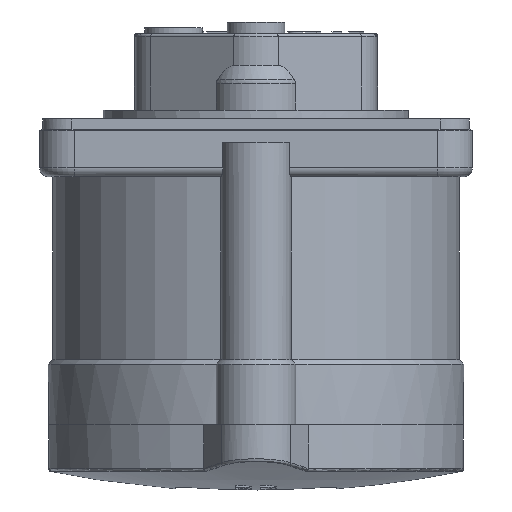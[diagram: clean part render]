
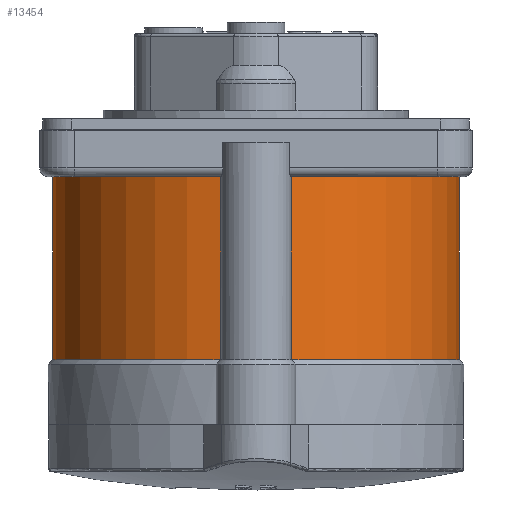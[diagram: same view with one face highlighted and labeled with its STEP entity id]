
A CAD part, front view. The second image highlights one B-rep face of the part: STEP entity #13454.
In plain terms, the highlighted cylindrical face has radius 35.2 mm (diameter 70.4 mm), a partial arc.
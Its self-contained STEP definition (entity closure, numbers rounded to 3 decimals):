
#139=CIRCLE('',#13781,35.2);
#448=CIRCLE('',#14478,35.2);
#453=CIRCLE('',#14489,35.2);
#477=CIRCLE('',#14547,35.2);
#692=CYLINDRICAL_SURFACE('',#14546,35.2);
#792=FACE_BOUND('',#2455,.T.);
#1679=FACE_OUTER_BOUND('',#2454,.T.);
#2454=EDGE_LOOP('',(#10636,#10637,#10638,#10639));
#2455=EDGE_LOOP('',(#10640,#10641,#10642,#10643));
#3441=LINE('',#22941,#4555);
#3442=LINE('',#22943,#4556);
#3475=LINE('',#23081,#4589);
#3476=LINE('',#23082,#4590);
#4555=VECTOR('',#17117,10.);
#4556=VECTOR('',#17120,10.);
#4589=VECTOR('',#17265,1.);
#4590=VECTOR('',#17266,1.);
#5170=VERTEX_POINT('',#19013);
#5171=VERTEX_POINT('',#19015);
#5775=VERTEX_POINT('',#22906);
#5776=VERTEX_POINT('',#22907);
#5784=VERTEX_POINT('',#22935);
#5785=VERTEX_POINT('',#22936);
#5813=VERTEX_POINT('',#23078);
#5814=VERTEX_POINT('',#23079);
#6435=EDGE_CURVE('',#5171,#5170,#139,.T.);
#7432=EDGE_CURVE('',#5775,#5776,#448,.T.);
#7446=EDGE_CURVE('',#5784,#5785,#453,.T.);
#7449=EDGE_CURVE('',#5776,#5784,#3441,.T.);
#7450=EDGE_CURVE('',#5785,#5775,#3442,.T.);
#7508=EDGE_CURVE('',#5813,#5814,#477,.T.);
#7509=EDGE_CURVE('',#5813,#5171,#3475,.T.);
#7510=EDGE_CURVE('',#5170,#5814,#3476,.T.);
#10636=ORIENTED_EDGE('',*,*,#7508,.F.);
#10637=ORIENTED_EDGE('',*,*,#7509,.T.);
#10638=ORIENTED_EDGE('',*,*,#6435,.T.);
#10639=ORIENTED_EDGE('',*,*,#7510,.T.);
#10640=ORIENTED_EDGE('',*,*,#7432,.T.);
#10641=ORIENTED_EDGE('',*,*,#7449,.T.);
#10642=ORIENTED_EDGE('',*,*,#7446,.T.);
#10643=ORIENTED_EDGE('',*,*,#7450,.T.);
#13454=ADVANCED_FACE('',(#1679,#792),#692,.T.);
#13781=AXIS2_PLACEMENT_3D('',#19016,#15128,#15129);
#14478=AXIS2_PLACEMENT_3D('',#22908,#17080,#17081);
#14489=AXIS2_PLACEMENT_3D('',#22937,#17111,#17112);
#14546=AXIS2_PLACEMENT_3D('',#23077,#17261,#17262);
#14547=AXIS2_PLACEMENT_3D('',#23080,#17263,#17264);
#15128=DIRECTION('center_axis',(0.,0.,
-1.));
#15129=DIRECTION('ref_axis',(0.497,-0.868,0.));
#17080=DIRECTION('center_axis',(0.,0.,
1.));
#17081=DIRECTION('ref_axis',(0.,1.,0.));
#17111=DIRECTION('center_axis',(0.,0.,
-1.));
#17112=DIRECTION('ref_axis',(0.,1.,0.));
#17117=DIRECTION('',(0.,0.,-1.));
#17120=DIRECTION('',(0.,0.,1.));
#17261=DIRECTION('center_axis',(0.,0.,
-1.));
#17262=DIRECTION('ref_axis',(0.,1.,0.));
#17263=DIRECTION('center_axis',(0.,0.,
-1.));
#17264=DIRECTION('ref_axis',(0.,1.,0.));
#17265=DIRECTION('',(0.,0.,1.));
#17266=DIRECTION('',(0.,0.,-1.));
#19013=CARTESIAN_POINT('',(6.057,-34.675,43.));
#19015=CARTESIAN_POINT('',(-6.057,-34.675,43.));
#19016=CARTESIAN_POINT('Origin',(0.,0.,
43.));
#22906=CARTESIAN_POINT('',(11.25,33.354,26.5));
#22907=CARTESIAN_POINT('',(-11.25,33.354,26.5));
#22908=CARTESIAN_POINT('Origin',(0.,0.,
26.5));
#22935=CARTESIAN_POINT('',(-11.25,33.354,15.5));
#22936=CARTESIAN_POINT('',(11.25,33.354,15.5));
#22937=CARTESIAN_POINT('Origin',(0.,0.,
15.5));
#22941=CARTESIAN_POINT('',(-11.25,33.354,31.4));
#22943=CARTESIAN_POINT('',(11.25,33.354,31.4));
#23077=CARTESIAN_POINT('Origin',(0.,0.,
31.4));
#23078=CARTESIAN_POINT('',(-6.057,-34.675,11.3));
#23079=CARTESIAN_POINT('',(6.057,-34.675,11.3));
#23080=CARTESIAN_POINT('Origin',(0.,0.,
11.3));
#23081=CARTESIAN_POINT('',(-6.057,-34.675,31.4));
#23082=CARTESIAN_POINT('',(6.057,-34.675,31.4));
